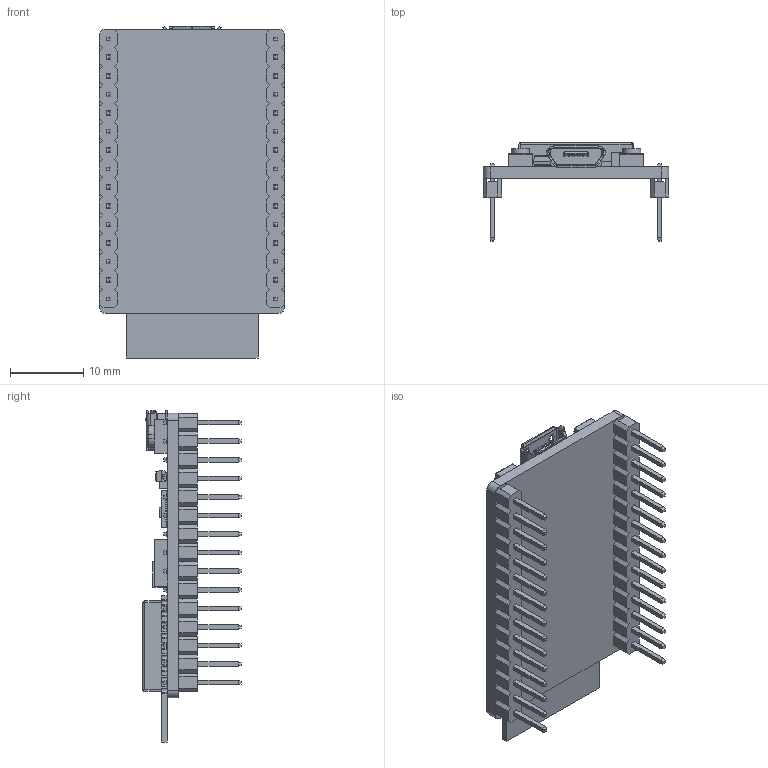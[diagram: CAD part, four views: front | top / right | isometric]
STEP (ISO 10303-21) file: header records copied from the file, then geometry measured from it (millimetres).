
FILE_DESCRIPTION (( 'STEP AP214' ), '1' );
FILE_NAME ('ESP32-C3-DevKitC-02.STEP', '2022-02-18T18:09:42', ( '' ), ( '' ), 'SwSTEP 2.0', 'SolidWorks 2017', '' );
FILE_SCHEMA (( 'AUTOMOTIVE_DESIGN' ));
Length unit declared in the file: millimetre
Products named in the file (1): ESP32-C3-DevKitC-02
Bounding box: 25.4 x 13.49 x 45.42 mm (x, y, z)
Volume: 2599.5 mm3; surface area: 6975.7 mm2
Topology: 158 solids, 158 shells, 2684 faces, 6594 edges, 4218 vertices
Faces by surface type: plane 2218, cylinder 442, sphere 8, bspline 8, torus 6, cone 2
Entity records: 109165 total; most frequent: CARTESIAN_POINT 13879, ORIENTED_EDGE 13172, DIRECTION 12756, EDGE_CURVE 6586, VECTOR 5694, LINE 5694, VERTEX_POINT 4218, AXIS2_PLACEMENT_3D 3531
